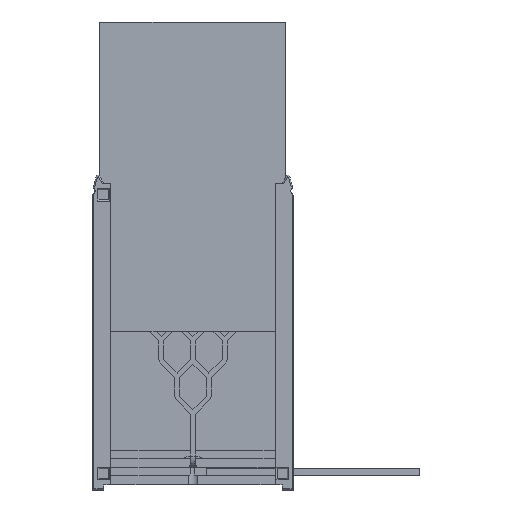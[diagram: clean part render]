
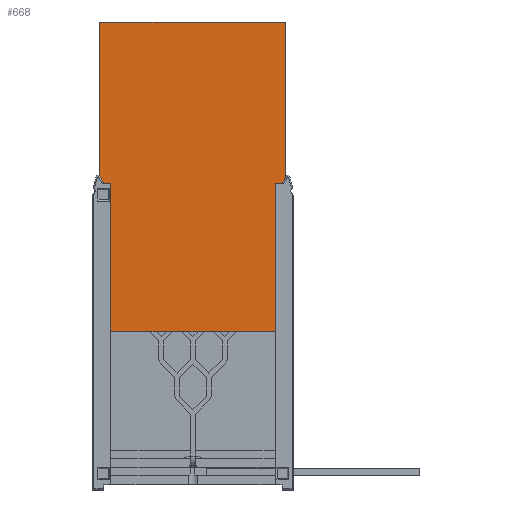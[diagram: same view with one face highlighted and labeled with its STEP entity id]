
A CAD part, top view. The second image highlights one B-rep face of the part: STEP entity #668.
In plain terms, the highlighted planar face has unit normal (0, 0, 1).
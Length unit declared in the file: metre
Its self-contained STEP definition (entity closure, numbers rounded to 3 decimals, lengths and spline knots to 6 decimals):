
#668 = ADVANCED_FACE( '', ( #1464 ), #1465, .T. );
#1464 = FACE_OUTER_BOUND( '', #3841, .T. );
#1465 = PLANE( '', #3842 );
#3841 = EDGE_LOOP( '', ( #5713, #5714, #5715, #5716 ) );
#3842 = AXIS2_PLACEMENT_3D( '', #5717, #5718, #5719 );
#5713 = ORIENTED_EDGE( '', *, *, #7986, .T. );
#5714 = ORIENTED_EDGE( '', *, *, #7531, .T. );
#5715 = ORIENTED_EDGE( '', *, *, #7725, .F. );
#5716 = ORIENTED_EDGE( '', *, *, #7987, .T. );
#5717 = CARTESIAN_POINT( '', ( 0.017156, 0., 0.0023 ) );
#5718 = DIRECTION( '', ( 0., 0., 1. ) );
#5719 = DIRECTION( '', ( 1., 0., 0. ) );
#7531 = EDGE_CURVE( '', #8846, #8844, #8847, .T. );
#7725 = EDGE_CURVE( '', #9163, #8844, #9165, .T. );
#7986 = EDGE_CURVE( '', #9549, #8846, #9550, .T. );
#7987 = EDGE_CURVE( '', #9163, #9549, #9551, .T. );
#8844 = VERTEX_POINT( '', #10706 );
#8846 = VERTEX_POINT( '', #10709 );
#8847 = LINE( '', #10710, #10711 );
#9163 = VERTEX_POINT( '', #11214 );
#9165 = LINE( '', #11217, #11218 );
#9549 = VERTEX_POINT( '', #11844 );
#9550 = LINE( '', #11845, #11846 );
#9551 = LINE( '', #11847, #11848 );
#10706 = CARTESIAN_POINT( '', ( 0.037, 0.0616, 0.0023 ) );
#10709 = CARTESIAN_POINT( '', ( 0.037, -0.0616, 0.0023 ) );
#10710 = CARTESIAN_POINT( '', ( 0.037, -0.015229, 0.0023 ) );
#10711 = VECTOR( '', #12876, 1. );
#11214 = CARTESIAN_POINT( '', ( -0.037, 0.0616, 0.0023 ) );
#11217 = CARTESIAN_POINT( '', ( 0.0185, 0.0616, 0.0023 ) );
#11218 = VECTOR( '', #13036, 1. );
#11844 = CARTESIAN_POINT( '', ( -0.037, -0.0616, 0.0023 ) );
#11845 = CARTESIAN_POINT( '', ( 0.0185, -0.0616, 0.0023 ) );
#11846 = VECTOR( '', #13252, 1. );
#11847 = CARTESIAN_POINT( '', ( -0.037, 0.015229, 0.0023 ) );
#11848 = VECTOR( '', #13253, 1. );
#12876 = DIRECTION( '', ( 0., 1., 0. ) );
#13036 = DIRECTION( '', ( 1., 0., 0. ) );
#13252 = DIRECTION( '', ( 1., 0., 0. ) );
#13253 = DIRECTION( '', ( 0., -1., 0. ) );
